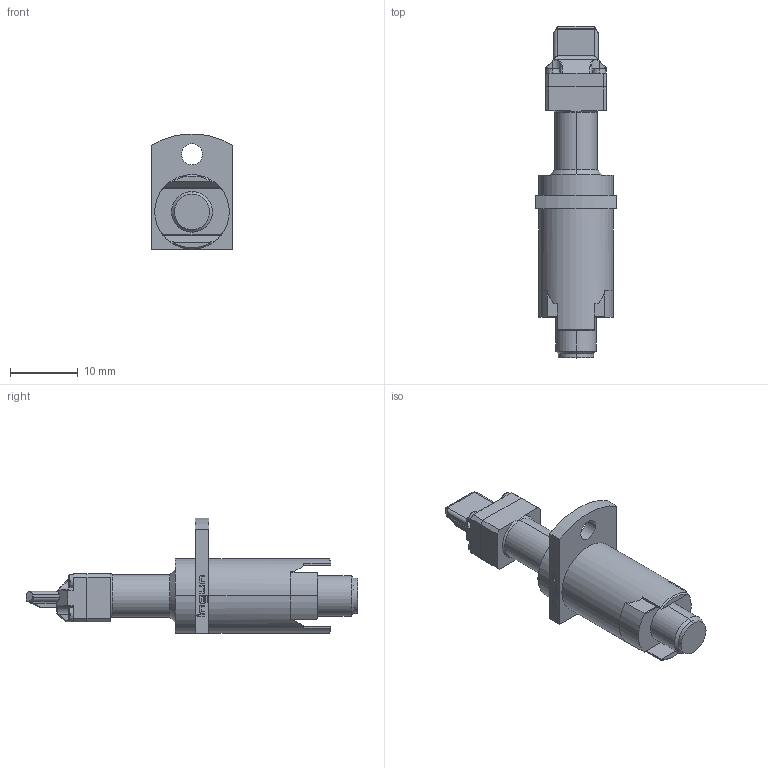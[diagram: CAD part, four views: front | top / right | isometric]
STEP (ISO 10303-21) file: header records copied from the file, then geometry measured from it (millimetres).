
FILE_DESCRIPTION (( 'STEP AP203' ), '1' );
FILE_NAME ('INGUN_HFS-821_313_050_Axx05USBMINI-D.STEP', '2022-05-04T08:48:25', ( 'ochi' ), ( '' ), 'SwSTEP 2.0', 'SolidWorks 2018', '' );
FILE_SCHEMA (( 'CONFIG_CONTROL_DESIGN' ));
Length unit declared in the file: millimetre
Products named in the file (1): INGUN_HFS-821_313_050_Axx05USBMINI-D
Bounding box: 12 x 49 x 17.06 mm (x, y, z)
Volume: 3099.7 mm3; surface area: 2077 mm2
Topology: 1 solids, 1 shells, 531 faces, 1323 edges, 799 vertices
Faces by surface type: plane 174, cylinder 140, bspline 131, torus 37, cone 31, sphere 18
Entity records: 18360 total; most frequent: CARTESIAN_POINT 6976, ORIENTED_EDGE 2618, DIRECTION 2076, EDGE_CURVE 1309, VERTEX_POINT 799, AXIS2_PLACEMENT_3D 784, EDGE_LOOP 552, ADVANCED_FACE 531
